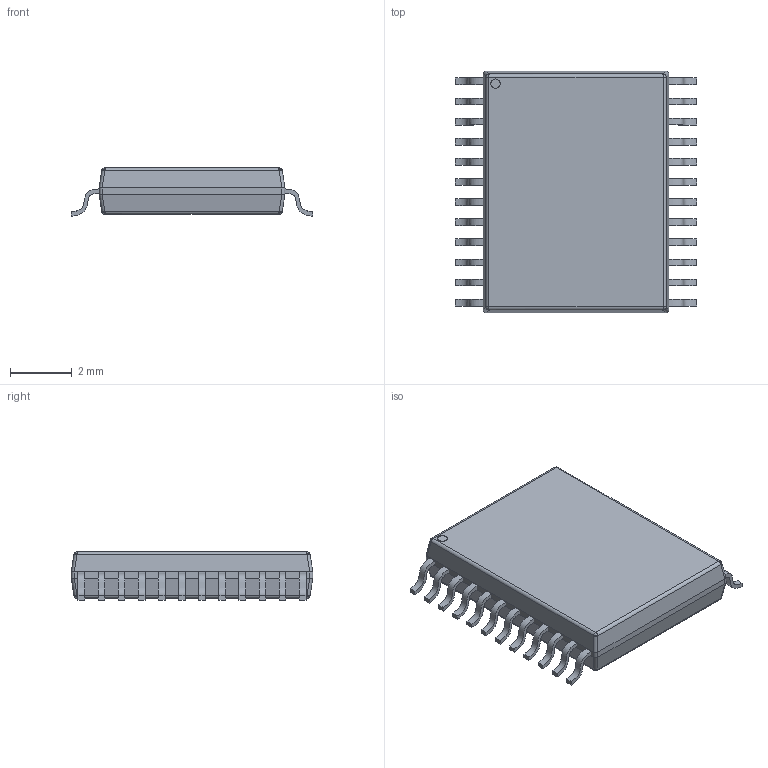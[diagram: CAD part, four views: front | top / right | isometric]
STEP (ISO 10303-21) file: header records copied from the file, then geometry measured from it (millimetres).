
FILE_DESCRIPTION (( 'STEP AP203' ), '1' );
FILE_NAME ('sop-24_8.1x0.65.step_Default_sldprt.STEP', '2020-12-09T15:01:53', ( '' ), ( '' ), 'SwSTEP 2.0', 'SolidWorks 2020', '' );
FILE_SCHEMA (( 'CONFIG_CONTROL_DESIGN' ));
Length unit declared in the file: millimetre
Products named in the file (1): sop-24_8.1x0.65.step_Default_sldprt
Bounding box: 7.8 x 7.8 x 1.56 mm (x, y, z)
Surface area: 152.7 mm2 (no closed solid volume)
Topology: 0 solids, 27 shells, 197 faces, 409 edges, 255 vertices
Faces by surface type: bspline 112, plane 63, cylinder 22
Entity records: 6654 total; most frequent: CARTESIAN_POINT 3660, ORIENTED_EDGE 794, EDGE_CURVE 401, B_SPLINE_CURVE_WITH_KNOTS 386, VERTEX_POINT 255, EDGE_LOOP 198, ADVANCED_FACE 197, FACE_OUTER_BOUND 197
